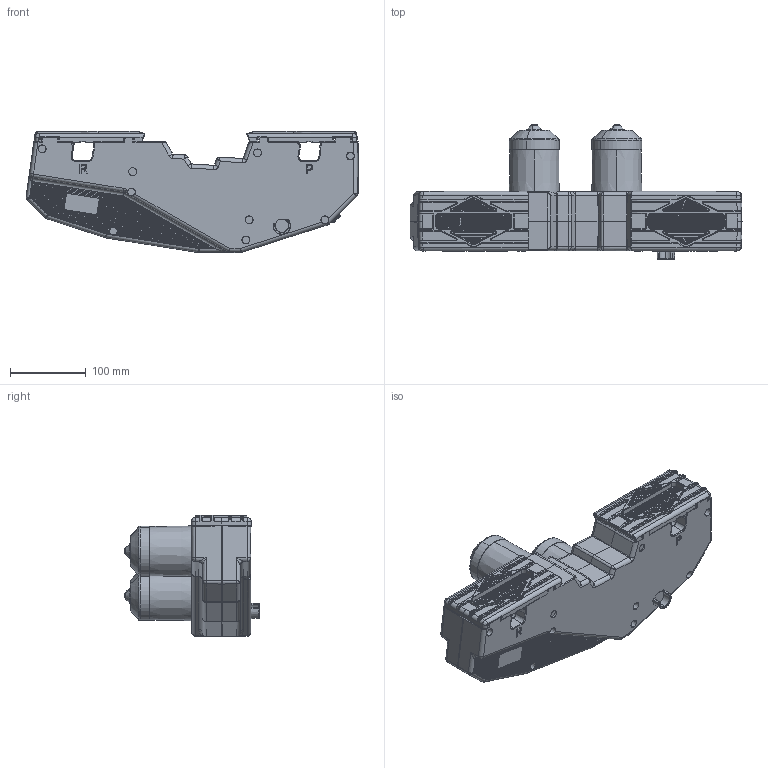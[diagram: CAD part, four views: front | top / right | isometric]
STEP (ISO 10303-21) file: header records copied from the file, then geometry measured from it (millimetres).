
FILE_DESCRIPTION (( 'STEP AP203' ), '1' );
FILE_NAME ('Okimat 300 .STEP', '2011-02-17T13:07:48', ( '.' ), ( '.' ), 'SwSTEP 2.0', 'SolidWorks 2008', '' );
FILE_SCHEMA (( 'CONFIG_CONTROL_DESIGN' ));
Length unit declared in the file: millimetre
Products named in the file (1): Okimat 300 
Bounding box: 439.4 x 177.5 x 160.64 mm (x, y, z)
Volume: 4362029.2 mm3; surface area: 264115.1 mm2
Topology: 1 solids, 2 shells, 3279 faces, 8144 edges, 4885 vertices
Faces by surface type: cylinder 1432, plane 1160, bspline 571, cone 116
Entity records: 127253 total; most frequent: CARTESIAN_POINT 61477, ORIENTED_EDGE 16286, DIRECTION 9701, EDGE_CURVE 8143, VERTEX_POINT 4885, B_SPLINE_CURVE_WITH_KNOTS 4062, AXIS2_PLACEMENT_3D 3360, EDGE_LOOP 3314
